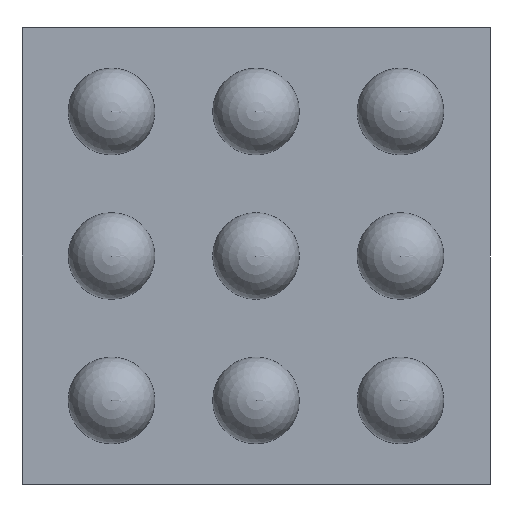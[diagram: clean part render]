
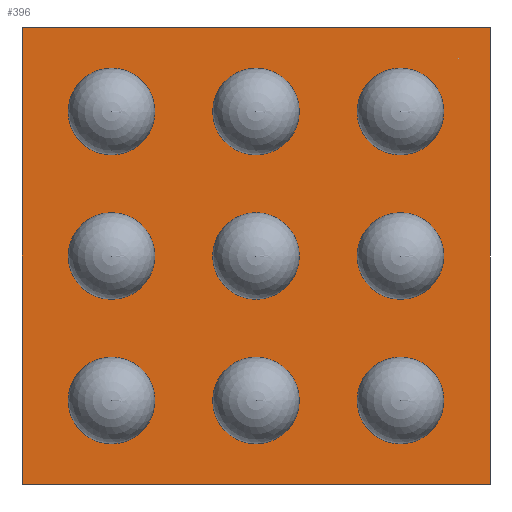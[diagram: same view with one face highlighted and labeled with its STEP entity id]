
A CAD part, front view. The second image highlights one B-rep face of the part: STEP entity #396.
In plain terms, the highlighted planar face has unit normal (0, -1, 0).
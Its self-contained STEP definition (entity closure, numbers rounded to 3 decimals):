
#38 = DIRECTION ( 'NONE',  ( 1., 0., 0. ) ) ;
#39 = VECTOR ( 'NONE', #415, 1000. ) ;
#93 = CARTESIAN_POINT ( 'NONE',  ( 0.81, 0.25, -0.79 ) ) ;
#134 = DIRECTION ( 'NONE',  ( 0., -1., 0. ) ) ;
#214 = VECTOR ( 'NONE', #356, 1000. ) ;
#221 = LINE ( 'NONE', #878, #1126 ) ;
#273 = ORIENTED_EDGE ( 'NONE', *, *, #561, .T. ) ;
#291 = VECTOR ( 'NONE', #534, 1000. ) ;
#330 = VERTEX_POINT ( 'NONE', #425 ) ;
#333 = EDGE_CURVE ( 'NONE', #330, #1115, #336, .T. ) ;
#336 = LINE ( 'NONE', #1171, #39 ) ;
#356 = DIRECTION ( 'NONE',  ( 0., 0., 1. ) ) ;
#362 = CARTESIAN_POINT ( 'NONE',  ( -0.81, 0.25, 0.79 ) ) ;
#396 = ADVANCED_FACE ( 'NONE', ( #420 ), #984, .T. ) ;
#415 = DIRECTION ( 'NONE',  ( 0., 0., -1. ) ) ;
#420 = FACE_OUTER_BOUND ( 'NONE', #761, .T. ) ;
#425 = CARTESIAN_POINT ( 'NONE',  ( -0.81, 0.25, 0.79 ) ) ;
#444 = CARTESIAN_POINT ( 'NONE',  ( 0.81, 0.25, 0.79 ) ) ;
#534 = DIRECTION ( 'NONE',  ( -1., 0., 0. ) ) ;
#543 = CARTESIAN_POINT ( 'NONE',  ( 0.81, 0.25, 0.79 ) ) ;
#561 = EDGE_CURVE ( 'NONE', #1080, #577, #743, .T. ) ;
#577 = VERTEX_POINT ( 'NONE', #543 ) ;
#613 = ORIENTED_EDGE ( 'NONE', *, *, #333, .T. ) ;
#706 = ORIENTED_EDGE ( 'NONE', *, *, #955, .T. ) ;
#743 = LINE ( 'NONE', #444, #214 ) ;
#747 = EDGE_CURVE ( 'NONE', #577, #330, #1009, .T. ) ;
#761 = EDGE_LOOP ( 'NONE', ( #273, #936, #613, #706 ) ) ;
#854 = CARTESIAN_POINT ( 'NONE',  ( -0.81, 0.25, -0.79 ) ) ;
#878 = CARTESIAN_POINT ( 'NONE',  ( -0.81, 0.25, -0.79 ) ) ;
#936 = ORIENTED_EDGE ( 'NONE', *, *, #747, .T. ) ;
#955 = EDGE_CURVE ( 'NONE', #1115, #1080, #221, .T. ) ;
#984 = PLANE ( 'NONE',  #1053 ) ;
#993 = CARTESIAN_POINT ( 'NONE',  ( 0., 0.25, 0. ) ) ;
#1009 = LINE ( 'NONE', #362, #291 ) ;
#1053 = AXIS2_PLACEMENT_3D ( 'NONE', #993, #134, #38 ) ;
#1080 = VERTEX_POINT ( 'NONE', #93 ) ;
#1115 = VERTEX_POINT ( 'NONE', #854 ) ;
#1126 = VECTOR ( 'NONE', #1143, 1000. ) ;
#1143 = DIRECTION ( 'NONE',  ( 1., 0., 0. ) ) ;
#1171 = CARTESIAN_POINT ( 'NONE',  ( -0.81, 0.25, 0.79 ) ) ;
